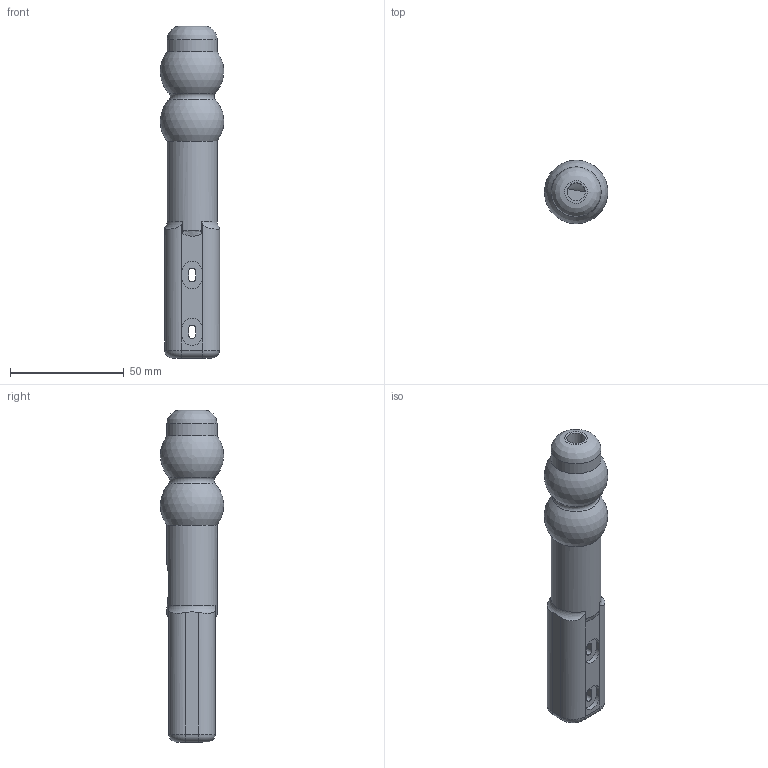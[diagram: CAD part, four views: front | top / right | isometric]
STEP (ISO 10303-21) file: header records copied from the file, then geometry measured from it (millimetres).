
FILE_DESCRIPTION(/* description */ (''),/* implementation_level */ '2;1');
FILE_NAME(/* name */ 'double double to the moon v2.step',/* time_stamp */ '2021-06-29T23:32:45-04:00',/* author */ (''),/* organization */ (''),/* preprocessor_version */ 'ST-DEVELOPER v18.1',/* originating_system */ 'Autodesk Translation Framework v10.9.0.1377',/* authorisation */ '');
FILE_SCHEMA (('AUTOMOTIVE_DESIGN { 1 0 10303 214 3 1 1 }'));
Length unit declared in the file: millimetre
Products named in the file (2): double double to the moon; OSSM Rail Adapter v1
Assembly tree (1 placements, depth 2):
  double double to the moon
    OSSM Rail Adapter v1
Bounding box: 27.88 x 27.97 x 146 mm (x, y, z)
Volume: 53092 mm3; surface area: 16252 mm2
Topology: 1 solids, 1 shells, 73 faces, 193 edges, 125 vertices
Faces by surface type: plane 32, cylinder 28, torus 7, bspline 4, sphere 2
Full cylindrical faces by diameter (mm): 8 x2, 22 x2
Entity records: 2708 total; most frequent: CARTESIAN_POINT 808, DIRECTION 389, ORIENTED_EDGE 382, EDGE_CURVE 191, AXIS2_PLACEMENT_3D 144, VERTEX_POINT 125, LINE 101, VECTOR 101
